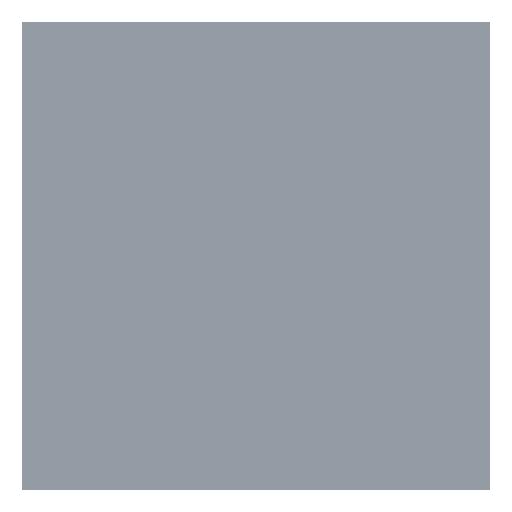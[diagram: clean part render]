
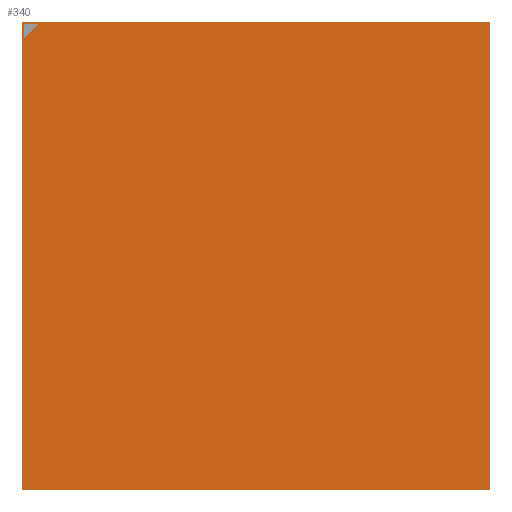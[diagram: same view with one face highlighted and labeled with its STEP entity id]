
A CAD part, top view. The second image highlights one B-rep face of the part: STEP entity #340.
In plain terms, the highlighted free-form (B-spline) face has degree [1, 1] with [2, 2] control points.
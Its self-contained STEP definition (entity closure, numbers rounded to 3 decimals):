
#207=CARTESIAN_POINT('',(-15.4,14.4,3.35));
#208=VERTEX_POINT('',#207);
#215=CARTESIAN_POINT('',(-14.4,15.4,3.35));
#216=VERTEX_POINT('',#215);
#217=CARTESIAN_POINT('',(-14.4,15.4,3.35));
#218=DIRECTION('',(-0.707,-0.707,0.0));
#219=VECTOR('',#218,1.414);
#220=LINE('',#217,#219);
#221=EDGE_CURVE('',#216,#208,#220,.T.);
#246=CARTESIAN_POINT('',(-15.4,15.4,3.35));
#247=VERTEX_POINT('',#246);
#248=CARTESIAN_POINT('',(-15.4,15.4,3.35));
#249=DIRECTION('',(1.0,0.0,0.0));
#250=VECTOR('',#249,1.);
#251=LINE('',#248,#250);
#252=EDGE_CURVE('',#247,#216,#251,.T.);
#275=CARTESIAN_POINT('',(-15.4,14.4,3.35));
#276=DIRECTION('',(0.0,1.0,0.0));
#277=VECTOR('',#276,1.0);
#278=LINE('',#275,#277);
#279=EDGE_CURVE('',#208,#247,#278,.T.);
#296=CARTESIAN_POINT('',(-15.5,-15.5,3.35));
#297=CARTESIAN_POINT('',(15.5,-15.5,3.35));
#298=CARTESIAN_POINT('',(-15.5,15.5,3.35));
#299=CARTESIAN_POINT('',(15.5,15.5,3.35));
#300=B_SPLINE_SURFACE_WITH_KNOTS('',1,1,((#296,#298),(#297,#299)),.UNSPECIFIED.,.F.,.F.,.U.,(2,2),(2,2),(0.0,31.),(0.0,31.0),.UNSPECIFIED.);
#301=CARTESIAN_POINT('',(15.5,15.5,3.35));
#302=VERTEX_POINT('',#301);
#303=CARTESIAN_POINT('',(15.5,-15.5,3.35));
#304=VERTEX_POINT('',#303);
#305=CARTESIAN_POINT('',(15.5,15.5,3.35));
#306=DIRECTION('',(0.0,-1.0,0.0));
#307=VECTOR('',#306,31.0);
#308=LINE('',#305,#307);
#309=EDGE_CURVE('',#302,#304,#308,.T.);
#310=ORIENTED_EDGE('',*,*,#309,.F.);
#311=CARTESIAN_POINT('',(-15.5,15.5,3.35));
#312=VERTEX_POINT('',#311);
#313=CARTESIAN_POINT('',(-15.5,15.5,3.35));
#314=DIRECTION('',(1.0,0.0,0.0));
#315=VECTOR('',#314,31.);
#316=LINE('',#313,#315);
#317=EDGE_CURVE('',#312,#302,#316,.T.);
#318=ORIENTED_EDGE('',*,*,#317,.F.);
#319=CARTESIAN_POINT('',(-15.5,-15.5,3.35));
#320=VERTEX_POINT('',#319);
#321=CARTESIAN_POINT('',(-15.5,-15.5,3.35));
#322=DIRECTION('',(0.0,1.0,0.0));
#323=VECTOR('',#322,31.0);
#324=LINE('',#321,#323);
#325=EDGE_CURVE('',#320,#312,#324,.T.);
#326=ORIENTED_EDGE('',*,*,#325,.F.);
#327=CARTESIAN_POINT('',(15.5,-15.5,3.35));
#328=DIRECTION('',(-1.0,0.0,0.0));
#329=VECTOR('',#328,31.);
#330=LINE('',#327,#329);
#331=EDGE_CURVE('',#304,#320,#330,.T.);
#332=ORIENTED_EDGE('',*,*,#331,.F.);
#333=EDGE_LOOP('',(#310,#318,#326,#332));
#334=FACE_OUTER_BOUND('',#333,.T.);
#335=ORIENTED_EDGE('',*,*,#221,.T.);
#336=ORIENTED_EDGE('',*,*,#279,.T.);
#337=ORIENTED_EDGE('',*,*,#252,.T.);
#338=EDGE_LOOP('',(#335,#336,#337));
#339=FACE_BOUND('',#338,.T.);
#340=ADVANCED_FACE('',(#334,#339),#300,.T.);
